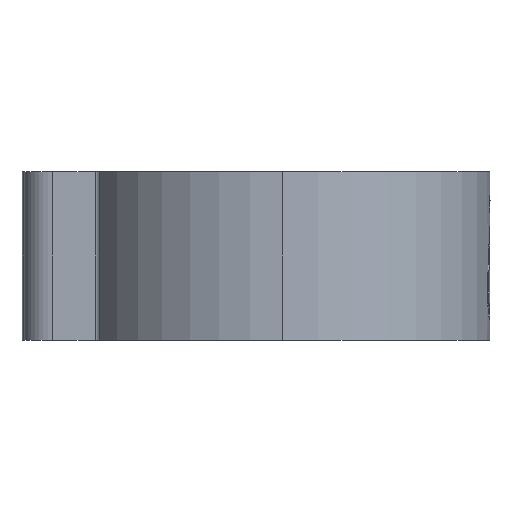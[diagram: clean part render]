
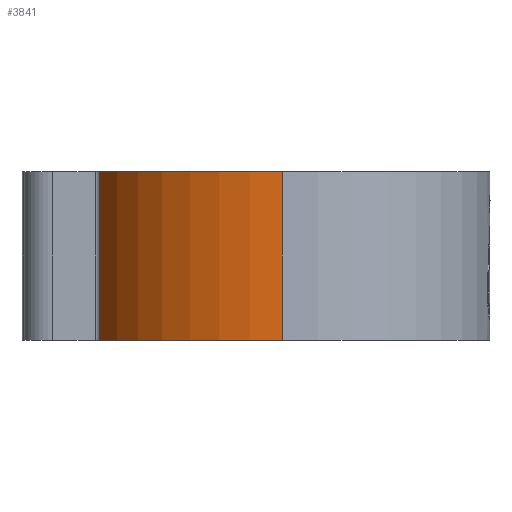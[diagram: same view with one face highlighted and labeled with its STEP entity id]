
A CAD part, left-side view. The second image highlights one B-rep face of the part: STEP entity #3841.
In plain terms, the highlighted cylindrical face has radius 8.65 mm (diameter 17.3 mm), a partial arc.
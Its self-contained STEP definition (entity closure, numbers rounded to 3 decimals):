
#118 = CARTESIAN_POINT ( 'NONE',  ( -8.65, 0., 3.5 ) ) ;
#193 = CARTESIAN_POINT ( 'NONE',  ( -4.105, 7.614, 3.5 ) ) ;
#268 = VERTEX_POINT ( 'NONE', #1572 ) ;
#316 = VECTOR ( 'NONE', #3830, 1000. ) ;
#472 = ORIENTED_EDGE ( 'NONE', *, *, #4125, .F. ) ;
#540 = DIRECTION ( 'NONE',  ( 0., 0., -1. ) ) ;
#552 = ORIENTED_EDGE ( 'NONE', *, *, #2916, .T. ) ;
#584 = CARTESIAN_POINT ( 'NONE',  ( -4.105, 7.614, -3.5 ) ) ;
#796 = FACE_OUTER_BOUND ( 'NONE', #4911, .T. ) ;
#877 = DIRECTION ( 'NONE',  ( 0., 0., -1. ) ) ;
#1047 = VERTEX_POINT ( 'NONE', #2812 ) ;
#1194 = CARTESIAN_POINT ( 'NONE',  ( -8.65, 0., -3.5 ) ) ;
#1221 = CIRCLE ( 'NONE', #1917, 8.65 ) ;
#1232 = DIRECTION ( 'NONE',  ( 1., 0., 0. ) ) ;
#1494 = CIRCLE ( 'NONE', #4519, 8.65 ) ;
#1572 = CARTESIAN_POINT ( 'NONE',  ( -4.105, 7.614, 3.5 ) ) ;
#1693 = CARTESIAN_POINT ( 'NONE',  ( 0., 0., -3.5 ) ) ;
#1917 = AXIS2_PLACEMENT_3D ( 'NONE', #1693, #2512, #1232 ) ;
#1934 = DIRECTION ( 'NONE',  ( 1., 0., 0. ) ) ;
#2264 = EDGE_CURVE ( 'NONE', #3223, #2563, #1221, .T. ) ;
#2305 = CARTESIAN_POINT ( 'NONE',  ( 0., 0., 3.5 ) ) ;
#2423 = CARTESIAN_POINT ( 'NONE',  ( 0., 0., 3.5 ) ) ;
#2512 = DIRECTION ( 'NONE',  ( 0., 0., 1. ) ) ;
#2563 = VERTEX_POINT ( 'NONE', #1194 ) ;
#2625 = LINE ( 'NONE', #193, #316 ) ;
#2812 = CARTESIAN_POINT ( 'NONE',  ( -8.65, 0., 3.5 ) ) ;
#2916 = EDGE_CURVE ( 'NONE', #268, #3223, #2625, .T. ) ;
#3223 = VERTEX_POINT ( 'NONE', #584 ) ;
#3364 = EDGE_CURVE ( 'NONE', #268, #1047, #1494, .T. ) ;
#3399 = ORIENTED_EDGE ( 'NONE', *, *, #2264, .T. ) ;
#3512 = ORIENTED_EDGE ( 'NONE', *, *, #3364, .F. ) ;
#3528 = DIRECTION ( 'NONE',  ( 0., 0., 1. ) ) ;
#3830 = DIRECTION ( 'NONE',  ( 0., 0., -1. ) ) ;
#3841 = ADVANCED_FACE ( 'NONE', ( #796 ), #4443, .T. ) ;
#4125 = EDGE_CURVE ( 'NONE', #1047, #2563, #4539, .T. ) ;
#4360 = AXIS2_PLACEMENT_3D ( 'NONE', #2423, #877, #4904 ) ;
#4443 = CYLINDRICAL_SURFACE ( 'NONE', #4360, 8.65 ) ;
#4519 = AXIS2_PLACEMENT_3D ( 'NONE', #2305, #3528, #1934 ) ;
#4539 = LINE ( 'NONE', #118, #4776 ) ;
#4776 = VECTOR ( 'NONE', #540, 1000. ) ;
#4904 = DIRECTION ( 'NONE',  ( -1., 0., 0. ) ) ;
#4911 = EDGE_LOOP ( 'NONE', ( #472, #3512, #552, #3399 ) ) ;
